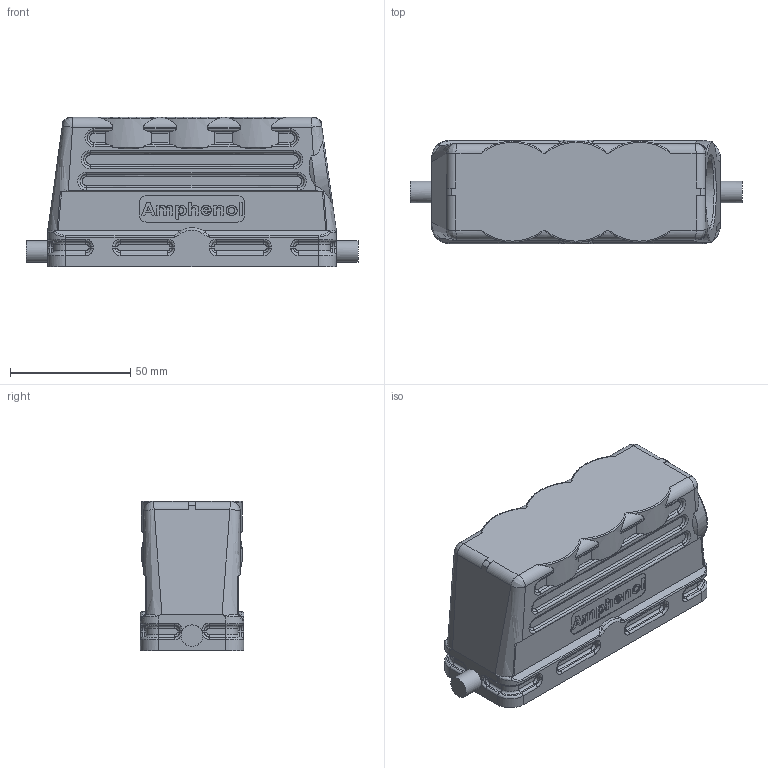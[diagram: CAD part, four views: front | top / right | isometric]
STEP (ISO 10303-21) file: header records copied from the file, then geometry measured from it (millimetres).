
FILE_DESCRIPTION(/* description */ (''),/* implementation_level */ '2;1');
FILE_NAME(/* name */ 'c146 21r024 506 1.stp',/* time_stamp */ '2018-09-25T11:58:03+02:00',/* author */ (''),/* organization */ (''),/* preprocessor_version */ 'ST-DEVELOPER v16',/* originating_system */ 'SIEMENS PLM Software NX 11.0',/* authorisation */ '');
FILE_SCHEMA (('AUTOMOTIVE_DESIGN { 1 0 10303 214 3 1 1 1 }'));
Length unit declared in the file: millimetre
Products named in the file (1): c146 21r024 506 1nxm001-04
Bounding box: 138 x 43 x 62 mm (x, y, z)
Volume: 62530.2 mm3; surface area: 45400.4 mm2
Topology: 1 solids, 1 shells, 708 faces, 1794 edges, 1114 vertices
Faces by surface type: plane 256, cylinder 206, bspline 183, cone 37, extrusion 22, torus 4
Full cylindrical faces by diameter (mm): 2.5 x4, 9 x2, 30.38 x1
Entity records: 30668 total; most frequent: CARTESIAN_POINT 10281, ORIENTED_EDGE 3506, DIRECTION 2894, EDGE_CURVE 1753, VERTEX_POINT 1104, AXIS2_PLACEMENT_3D 997, VECTOR 900, LINE 878
